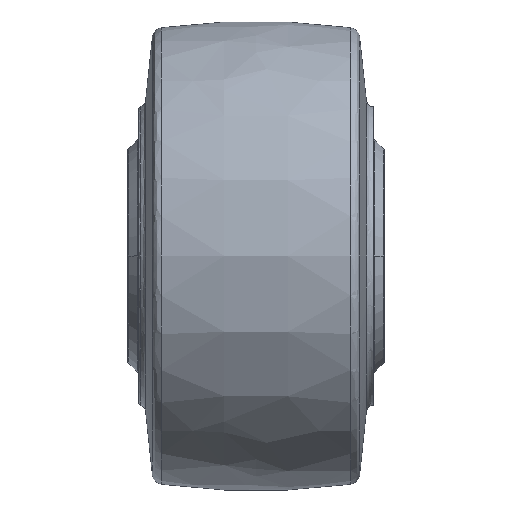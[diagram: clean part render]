
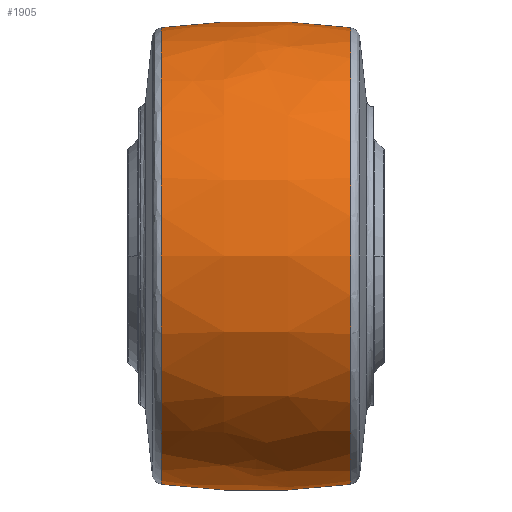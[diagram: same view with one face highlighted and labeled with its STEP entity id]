
A CAD part, front view. The second image highlights one B-rep face of the part: STEP entity #1905.
In plain terms, the highlighted free-form (B-spline) face has degree [3, 3] with [4, 4] control points.
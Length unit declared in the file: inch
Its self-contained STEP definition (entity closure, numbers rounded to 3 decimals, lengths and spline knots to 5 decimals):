
#99 = DIRECTION ( 'NONE',  ( 0., 0., 1. ) ) ;
#112 = CARTESIAN_POINT ( 'NONE',  ( -0.80593, 0., -1.94563 ) ) ;
#139 = VERTEX_POINT ( 'NONE', #1111 ) ;
#167 = CARTESIAN_POINT ( 'NONE',  ( 0.27028, 0., 2.01823 ) ) ;
#219 = CARTESIAN_POINT ( 'NONE',  ( -0.80593, 0., 0. ) ) ;
#237 = CIRCLE ( 'NONE', #2835, 1.94563 ) ;
#294 = DIRECTION ( 'NONE',  ( 0., -1., 0. ) ) ;
#405 = CARTESIAN_POINT ( 'NONE',  ( -0.80593, -3.89125, -1.94563 ) ) ;
#415 = ORIENTED_EDGE ( 'NONE', *, *, #834, .T. ) ;
#628 = EDGE_CURVE ( 'NONE', #1142, #139, #1595, .T. ) ;
#709 = VERTEX_POINT ( 'NONE', #1625 ) ;
#781 = CARTESIAN_POINT ( 'NONE',  ( 0.80593, 0., 0. ) ) ;
#806 = ORIENTED_EDGE ( 'NONE', *, *, #628, .F. ) ;
#834 = EDGE_CURVE ( 'NONE', #1142, #2040, #237, .T. ) ;
#879 = DIRECTION ( 'NONE',  ( 0., 1., 0. ) ) ;
#937 = CARTESIAN_POINT ( 'NONE',  ( -0.80593, -3.89125, 1.94563 ) ) ;
#949 = CARTESIAN_POINT ( 'NONE',  ( 0.80593, -3.89125, 1.94563 ) ) ;
#960 = CARTESIAN_POINT ( 'NONE',  ( 0.27028, -4.03647, -2.01823 ) ) ;
#972 = CARTESIAN_POINT ( 'NONE',  ( 0.27028, 0., -2.01823 ) ) ;
#1062 = EDGE_LOOP ( 'NONE', ( #415, #1889, #1931, #806 ) ) ;
#1111 = CARTESIAN_POINT ( 'NONE',  ( 0.80593, 0., 1.94563 ) ) ;
#1142 = VERTEX_POINT ( 'NONE', #2261 ) ;
#1219 = CARTESIAN_POINT ( 'NONE',  ( -0.80593, 0., 1.94563 ) ) ;
#1249 = CARTESIAN_POINT ( 'NONE',  ( -0.80593, 0., -1.94563 ) ) ;
#1273 = FACE_OUTER_BOUND ( 'NONE', #1062, .T. ) ;
#1309 = CIRCLE ( 'NONE', #3137, 6. ) ;
#1428 = CARTESIAN_POINT ( 'NONE',  ( 0.80593, -3.89125, -1.94563 ) ) ;
#1507 = CIRCLE ( 'NONE', #2300, 1.94563 ) ;
#1595 = CIRCLE ( 'NONE', #2009, 6. ) ;
#1625 = CARTESIAN_POINT ( 'NONE',  ( 0.80593, 0., -1.94563 ) ) ;
#1670 = CARTESIAN_POINT ( 'NONE',  ( 0.80593, 0., -1.94563 ) ) ;
#1752 = DIRECTION ( 'NONE',  ( -1., 0., 0. ) ) ;
#1889 = ORIENTED_EDGE ( 'NONE', *, *, #3306, .T. ) ;
#1905 = ADVANCED_FACE ( 'NONE', ( #1273 ), #2182, .T. ) ;
#1931 = ORIENTED_EDGE ( 'NONE', *, *, #3175, .T. ) ;
#1934 = CARTESIAN_POINT ( 'NONE',  ( -0.27028, 0., 2.01823 ) ) ;
#2005 = DIRECTION ( 'NONE',  ( 0., 0., 1. ) ) ;
#2009 = AXIS2_PLACEMENT_3D ( 'NONE', #2410, #879, #99 ) ;
#2040 = VERTEX_POINT ( 'NONE', #1249 ) ;
#2090 = CARTESIAN_POINT ( 'NONE',  ( 0., 0., 4. ) ) ;
#2182 =( BOUNDED_SURFACE ( )  B_SPLINE_SURFACE ( 3, 3, ( 
 ( #112, #405, #937, #1219 ),
 ( #2971, #3223, #3235, #1934 ),
 ( #972, #960, #2454, #167 ),
 ( #1670, #1428, #949, #2482 ) ),
 .UNSPECIFIED., .F., .F., .T. ) 
 B_SPLINE_SURFACE_WITH_KNOTS ( ( 4, 4 ),
 ( 4, 4 ),
 ( 0., 1. ),
 ( 0., 1. ),
 .UNSPECIFIED. ) 
 GEOMETRIC_REPRESENTATION_ITEM ( )  RATIONAL_B_SPLINE_SURFACE ( (
 ( 1., 0.333, 0.333, 1.),
 ( 0.994, 0.331, 0.331, 0.994),
 ( 0.994, 0.331, 0.331, 0.994),
 ( 1., 0.333, 0.333, 1.) ) ) 
 REPRESENTATION_ITEM ( '' )  SURFACE ( )  );
#2261 = CARTESIAN_POINT ( 'NONE',  ( -0.80593, 0., 1.94563 ) ) ;
#2300 = AXIS2_PLACEMENT_3D ( 'NONE', #781, #1752, #2309 ) ;
#2309 = DIRECTION ( 'NONE',  ( 0., 0., 1. ) ) ;
#2410 = CARTESIAN_POINT ( 'NONE',  ( 0., 0., -4. ) ) ;
#2454 = CARTESIAN_POINT ( 'NONE',  ( 0.27028, -4.03647, 2.01823 ) ) ;
#2482 = CARTESIAN_POINT ( 'NONE',  ( 0.80593, 0., 1.94563 ) ) ;
#2835 = AXIS2_PLACEMENT_3D ( 'NONE', #219, #3275, #2005 ) ;
#2886 = DIRECTION ( 'NONE',  ( 0., 0., -1. ) ) ;
#2971 = CARTESIAN_POINT ( 'NONE',  ( -0.27028, 0., -2.01823 ) ) ;
#3137 = AXIS2_PLACEMENT_3D ( 'NONE', #2090, #294, #2886 ) ;
#3175 = EDGE_CURVE ( 'NONE', #709, #139, #1507, .T. ) ;
#3223 = CARTESIAN_POINT ( 'NONE',  ( -0.27028, -4.03647, -2.01823 ) ) ;
#3235 = CARTESIAN_POINT ( 'NONE',  ( -0.27028, -4.03647, 2.01823 ) ) ;
#3275 = DIRECTION ( 'NONE',  ( 1., 0., 0. ) ) ;
#3306 = EDGE_CURVE ( 'NONE', #2040, #709, #1309, .T. ) ;
